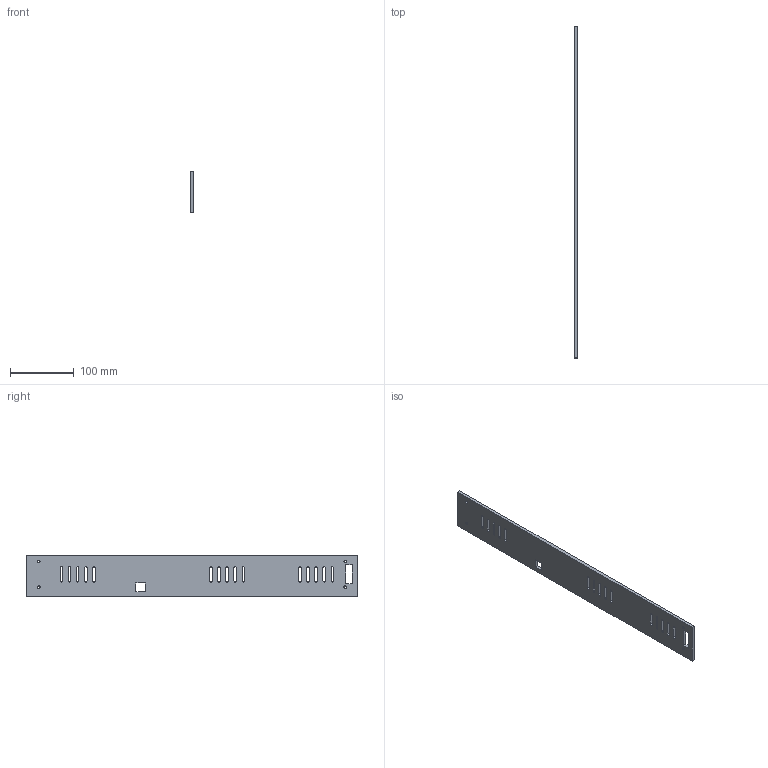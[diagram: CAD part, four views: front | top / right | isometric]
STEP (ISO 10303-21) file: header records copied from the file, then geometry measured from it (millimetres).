
FILE_DESCRIPTION(/* description */ (''),/* implementation_level */ '2;1');
FILE_NAME(/* name */ 'enclosure- Right.step',/* time_stamp */ '2018-07-27T13:10:09-04:00',/* author */ ('alex.balako'),/* organization */ (''),/* preprocessor_version */ 'ST-DEVELOPER v17',/* originating_system */ 'Autodesk Translation Framework v7.1.0.215',/* authorisation */ '');
FILE_SCHEMA (('AUTOMOTIVE_DESIGN { 1 0 10303 214 3 1 1 }'));
Length unit declared in the file: millimetre
Products named in the file (1): enclosure v1_Right (1)
Bounding box: 5 x 522 x 65 mm (x, y, z)
Volume: 159912.8 mm3; surface area: 74717.6 mm2
Topology: 1 solids, 1 shells, 78 faces, 228 edges, 152 vertices
Faces by surface type: plane 44, cylinder 34
Full cylindrical faces by diameter (mm): 4 x4
Entity records: 2740 total; most frequent: CARTESIAN_POINT 459, ORIENTED_EDGE 456, DIRECTION 454, EDGE_CURVE 228, LINE 160, VECTOR 160, VERTEX_POINT 152, AXIS2_PLACEMENT_3D 147
